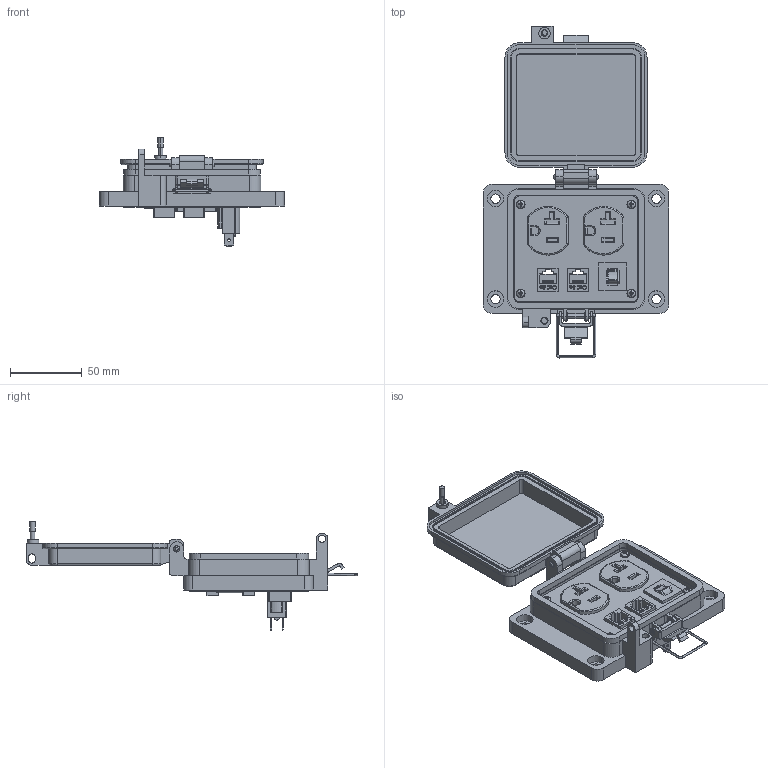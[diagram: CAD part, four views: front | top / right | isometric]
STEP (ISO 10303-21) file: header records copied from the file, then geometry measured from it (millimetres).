
FILE_DESCRIPTION (( 'STEP AP203' ), '1' );
FILE_NAME ('P-R2#2-K3RD3_3D.STEP', '2025-02-28T15:17:03', ( '' ), ( '' ), 'SwSTEP 2.0', 'SolidWorks 2023', '' );
FILE_SCHEMA (( 'CONFIG_CONTROL_DESIGN' ));
Length unit declared in the file: millimetre
Products named in the file (14): P-R2#2-K3RD3_TP060_1; 92005A124_METRIC PAN HEAD PHILLIPS MACHINE SCREW_92005A124; RD_sheared; 90272A106_ZINC-PLTD STL PAN HEAD PHILLIPS MACHINE SCREW_90272A106; R2; Z-CB-SM; Z-H-K3_B; P-R2#2-K3RD3_3D; CBX; P-R2#2-K3RD3_BP180_1; Z-200-OTLT-RD_Sheared; Z-300-RJ45CAT5; P-R2#2-K3RD3_FP060_1; -K3
Assembly tree (20 placements, depth 3):
  P-R2#2-K3RD3_3D
    P-R2#2-K3RD3_BP180_1
    P-R2#2-K3RD3_TP060_1
    90272A106_ZINC-PLTD STL PAN HEAD PHILLIPS MACHINE SCREW_90272A106  x4
    P-R2#2-K3RD3_FP060_1
    R2  x2
      Z-300-RJ45CAT5
    CBX
      Z-CB-SM
    RD_sheared
      Z-200-OTLT-RD_Sheared
    -K3
      Z-H-K3_B
    92005A124_METRIC PAN HEAD PHILLIPS MACHINE SCREW_92005A124  x4
Bounding box: 129 x 231.18 x 76.11 mm (x, y, z)
Volume: 198295.6 mm3; surface area: 137092 mm2
Topology: 34 solids, 34 shells, 3251 faces, 9004 edges, 5880 vertices
Faces by surface type: plane 1371, cylinder 1348, bspline 297, cone 90, torus 77, sphere 68
Entity records: 76416 total; most frequent: CARTESIAN_POINT 23242, ORIENTED_EDGE 11436, DIRECTION 9803, EDGE_CURVE 5718, VERTEX_POINT 3718, VECTOR 3541, LINE 3541, AXIS2_PLACEMENT_3D 3131
